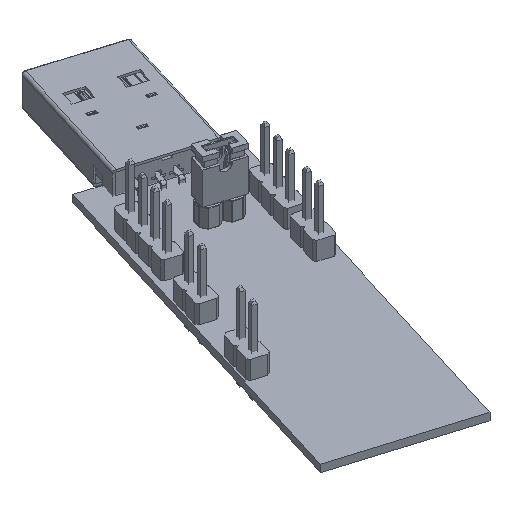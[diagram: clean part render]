
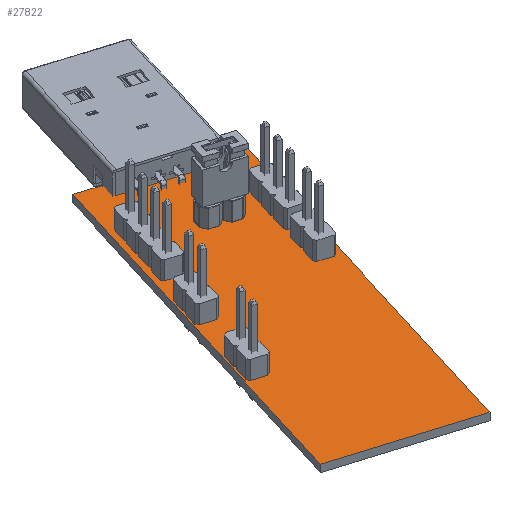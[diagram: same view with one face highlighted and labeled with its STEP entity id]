
A CAD part, isometric view. The second image highlights one B-rep face of the part: STEP entity #27822.
In plain terms, the highlighted face is planar.
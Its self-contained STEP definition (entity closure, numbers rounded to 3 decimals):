
#941=LINE('',#41270,#3502);
#944=LINE('',#41276,#3505);
#947=LINE('',#41282,#3508);
#950=LINE('',#41286,#3511);
#3502=VECTOR('',#32881,10.);
#3505=VECTOR('',#32886,10.);
#3508=VECTOR('',#32891,10.);
#3511=VECTOR('',#32896,10.);
#6065=PLANE('',#29913);
#7715=FACE_BOUND('',#9622,.T.);
#7716=FACE_BOUND('',#9623,.T.);
#7717=FACE_BOUND('',#9624,.T.);
#7718=FACE_BOUND('',#9625,.T.);
#7719=FACE_BOUND('',#9626,.T.);
#7720=FACE_BOUND('',#9627,.T.);
#7721=FACE_BOUND('',#9628,.T.);
#7722=FACE_BOUND('',#9629,.T.);
#7723=FACE_BOUND('',#9630,.T.);
#7724=FACE_BOUND('',#9631,.T.);
#7725=FACE_BOUND('',#9632,.T.);
#7726=FACE_BOUND('',#9633,.T.);
#7727=FACE_BOUND('',#9634,.T.);
#7728=FACE_BOUND('',#9635,.T.);
#7729=FACE_BOUND('',#9636,.T.);
#7812=FACE_OUTER_BOUND('',#9621,.T.);
#9621=EDGE_LOOP('',(#19096,#19097,#19098,#19099));
#9622=EDGE_LOOP('',(#19100));
#9623=EDGE_LOOP('',(#19101));
#9624=EDGE_LOOP('',(#19102));
#9625=EDGE_LOOP('',(#19103));
#9626=EDGE_LOOP('',(#19104));
#9627=EDGE_LOOP('',(#19105));
#9628=EDGE_LOOP('',(#19106));
#9629=EDGE_LOOP('',(#19107));
#9630=EDGE_LOOP('',(#19108));
#9631=EDGE_LOOP('',(#19109));
#9632=EDGE_LOOP('',(#19110));
#9633=EDGE_LOOP('',(#19111));
#9634=EDGE_LOOP('',(#19112));
#9635=EDGE_LOOP('',(#19113));
#9636=EDGE_LOOP('',(#19114));
#11475=CIRCLE('',#29866,0.4);
#11477=CIRCLE('',#29869,0.4);
#11479=CIRCLE('',#29872,0.4);
#11481=CIRCLE('',#29875,0.4);
#11483=CIRCLE('',#29878,0.4);
#11485=CIRCLE('',#29881,0.4);
#11487=CIRCLE('',#29884,0.4);
#11489=CIRCLE('',#29887,0.4);
#11491=CIRCLE('',#29890,0.4);
#11493=CIRCLE('',#29893,0.4);
#11495=CIRCLE('',#29896,0.4);
#11497=CIRCLE('',#29899,0.4);
#11499=CIRCLE('',#29902,0.4);
#11501=CIRCLE('',#29905,0.4);
#11503=CIRCLE('',#29908,0.4);
#12570=VERTEX_POINT('',#41191);
#12572=VERTEX_POINT('',#41196);
#12574=VERTEX_POINT('',#41201);
#12576=VERTEX_POINT('',#41206);
#12578=VERTEX_POINT('',#41211);
#12580=VERTEX_POINT('',#41216);
#12582=VERTEX_POINT('',#41221);
#12584=VERTEX_POINT('',#41226);
#12586=VERTEX_POINT('',#41231);
#12588=VERTEX_POINT('',#41236);
#12590=VERTEX_POINT('',#41241);
#12592=VERTEX_POINT('',#41246);
#12594=VERTEX_POINT('',#41251);
#12596=VERTEX_POINT('',#41256);
#12598=VERTEX_POINT('',#41261);
#12601=VERTEX_POINT('',#41267);
#12602=VERTEX_POINT('',#41269);
#12604=VERTEX_POINT('',#41275);
#12606=VERTEX_POINT('',#41281);
#14955=EDGE_CURVE('',#12570,#12570,#11475,.T.);
#14957=EDGE_CURVE('',#12572,#12572,#11477,.T.);
#14959=EDGE_CURVE('',#12574,#12574,#11479,.T.);
#14961=EDGE_CURVE('',#12576,#12576,#11481,.T.);
#14963=EDGE_CURVE('',#12578,#12578,#11483,.T.);
#14965=EDGE_CURVE('',#12580,#12580,#11485,.T.);
#14967=EDGE_CURVE('',#12582,#12582,#11487,.T.);
#14969=EDGE_CURVE('',#12584,#12584,#11489,.T.);
#14971=EDGE_CURVE('',#12586,#12586,#11491,.T.);
#14973=EDGE_CURVE('',#12588,#12588,#11493,.T.);
#14975=EDGE_CURVE('',#12590,#12590,#11495,.T.);
#14977=EDGE_CURVE('',#12592,#12592,#11497,.T.);
#14979=EDGE_CURVE('',#12594,#12594,#11499,.T.);
#14981=EDGE_CURVE('',#12596,#12596,#11501,.T.);
#14983=EDGE_CURVE('',#12598,#12598,#11503,.T.);
#14986=EDGE_CURVE('',#12602,#12601,#941,.T.);
#14989=EDGE_CURVE('',#12604,#12602,#944,.T.);
#14992=EDGE_CURVE('',#12606,#12604,#947,.T.);
#14995=EDGE_CURVE('',#12601,#12606,#950,.T.);
#19096=ORIENTED_EDGE('',*,*,#14995,.T.);
#19097=ORIENTED_EDGE('',*,*,#14992,.T.);
#19098=ORIENTED_EDGE('',*,*,#14989,.T.);
#19099=ORIENTED_EDGE('',*,*,#14986,.T.);
#19100=ORIENTED_EDGE('',*,*,#14955,.T.);
#19101=ORIENTED_EDGE('',*,*,#14957,.T.);
#19102=ORIENTED_EDGE('',*,*,#14959,.T.);
#19103=ORIENTED_EDGE('',*,*,#14961,.T.);
#19104=ORIENTED_EDGE('',*,*,#14963,.T.);
#19105=ORIENTED_EDGE('',*,*,#14965,.T.);
#19106=ORIENTED_EDGE('',*,*,#14967,.T.);
#19107=ORIENTED_EDGE('',*,*,#14969,.T.);
#19108=ORIENTED_EDGE('',*,*,#14971,.T.);
#19109=ORIENTED_EDGE('',*,*,#14973,.T.);
#19110=ORIENTED_EDGE('',*,*,#14975,.T.);
#19111=ORIENTED_EDGE('',*,*,#14977,.T.);
#19112=ORIENTED_EDGE('',*,*,#14979,.T.);
#19113=ORIENTED_EDGE('',*,*,#14981,.T.);
#19114=ORIENTED_EDGE('',*,*,#14983,.T.);
#27822=ADVANCED_FACE('',(#7812,#7715,#7716,#7717,#7718,#7719,#7720,#7721,
#7722,#7723,#7724,#7725,#7726,#7727,#7728,#7729),#6065,.T.);
#29866=AXIS2_PLACEMENT_3D('',#41192,#32791,#32792);
#29869=AXIS2_PLACEMENT_3D('',#41197,#32797,#32798);
#29872=AXIS2_PLACEMENT_3D('',#41202,#32803,#32804);
#29875=AXIS2_PLACEMENT_3D('',#41207,#32809,#32810);
#29878=AXIS2_PLACEMENT_3D('',#41212,#32815,#32816);
#29881=AXIS2_PLACEMENT_3D('',#41217,#32821,#32822);
#29884=AXIS2_PLACEMENT_3D('',#41222,#32827,#32828);
#29887=AXIS2_PLACEMENT_3D('',#41227,#32833,#32834);
#29890=AXIS2_PLACEMENT_3D('',#41232,#32839,#32840);
#29893=AXIS2_PLACEMENT_3D('',#41237,#32845,#32846);
#29896=AXIS2_PLACEMENT_3D('',#41242,#32851,#32852);
#29899=AXIS2_PLACEMENT_3D('',#41247,#32857,#32858);
#29902=AXIS2_PLACEMENT_3D('',#41252,#32863,#32864);
#29905=AXIS2_PLACEMENT_3D('',#41257,#32869,#32870);
#29908=AXIS2_PLACEMENT_3D('',#41262,#32875,#32876);
#29913=AXIS2_PLACEMENT_3D('',#41287,#32897,#32898);
#32791=DIRECTION('center_axis',(-1.,0.,0.));
#32792=DIRECTION('ref_axis',(0.,0.,1.));
#32797=DIRECTION('center_axis',(-1.,0.,0.));
#32798=DIRECTION('ref_axis',(0.,0.,1.));
#32803=DIRECTION('center_axis',(-1.,0.,0.));
#32804=DIRECTION('ref_axis',(0.,0.,1.));
#32809=DIRECTION('center_axis',(-1.,0.,0.));
#32810=DIRECTION('ref_axis',(0.,0.,1.));
#32815=DIRECTION('center_axis',(-1.,0.,0.));
#32816=DIRECTION('ref_axis',(0.,0.,1.));
#32821=DIRECTION('center_axis',(-1.,0.,0.));
#32822=DIRECTION('ref_axis',(0.,0.,1.));
#32827=DIRECTION('center_axis',(-1.,0.,0.));
#32828=DIRECTION('ref_axis',(0.,0.,1.));
#32833=DIRECTION('center_axis',(-1.,0.,0.));
#32834=DIRECTION('ref_axis',(0.,0.,1.));
#32839=DIRECTION('center_axis',(-1.,0.,0.));
#32840=DIRECTION('ref_axis',(0.,0.,1.));
#32845=DIRECTION('center_axis',(-1.,0.,0.));
#32846=DIRECTION('ref_axis',(0.,0.,1.));
#32851=DIRECTION('center_axis',(-1.,0.,0.));
#32852=DIRECTION('ref_axis',(0.,0.,1.));
#32857=DIRECTION('center_axis',(-1.,0.,0.));
#32858=DIRECTION('ref_axis',(0.,0.,1.));
#32863=DIRECTION('center_axis',(-1.,0.,0.));
#32864=DIRECTION('ref_axis',(0.,0.,1.));
#32869=DIRECTION('center_axis',(-1.,0.,0.));
#32870=DIRECTION('ref_axis',(0.,0.,1.));
#32875=DIRECTION('center_axis',(-1.,0.,0.));
#32876=DIRECTION('ref_axis',(0.,0.,1.));
#32881=DIRECTION('',(0.,0.,1.));
#32886=DIRECTION('',(0.,1.,0.));
#32891=DIRECTION('',(0.,0.,-1.));
#32896=DIRECTION('',(0.,-1.,0.));
#32897=DIRECTION('center_axis',(1.,0.,0.));
#32898=DIRECTION('ref_axis',(0.,0.,-1.));
#41191=CARTESIAN_POINT('',(1.,15.5,-3.15));
#41192=CARTESIAN_POINT('Origin',(1.,15.5,-2.75));
#41196=CARTESIAN_POINT('',(1.,-6.16,7.35));
#41197=CARTESIAN_POINT('Origin',(1.,-6.16,7.75));
#41201=CARTESIAN_POINT('',(1.,4.38,7.35));
#41202=CARTESIAN_POINT('Origin',(1.,4.38,7.75));
#41206=CARTESIAN_POINT('',(1.,12.42,6.85));
#41207=CARTESIAN_POINT('Origin',(1.,12.42,7.25));
#41211=CARTESIAN_POINT('',(1.,17.5,6.85));
#41212=CARTESIAN_POINT('Origin',(1.,17.5,7.25));
#41216=CARTESIAN_POINT('',(1.,8.42,-7.65));
#41217=CARTESIAN_POINT('Origin',(1.,8.42,-7.25));
#41221=CARTESIAN_POINT('',(1.,14.46,-7.65));
#41222=CARTESIAN_POINT('Origin',(1.,14.46,-7.25));
#41226=CARTESIAN_POINT('',(1.,17.,-7.65));
#41227=CARTESIAN_POINT('Origin',(1.,17.,-7.25));
#41231=CARTESIAN_POINT('',(1.,11.92,-7.65));
#41232=CARTESIAN_POINT('Origin',(1.,11.92,-7.25));
#41236=CARTESIAN_POINT('',(1.,5.88,-7.65));
#41237=CARTESIAN_POINT('Origin',(1.,5.88,-7.25));
#41241=CARTESIAN_POINT('',(1.,14.96,6.85));
#41242=CARTESIAN_POINT('Origin',(1.,14.96,7.25));
#41246=CARTESIAN_POINT('',(1.,9.88,6.85));
#41247=CARTESIAN_POINT('Origin',(1.,9.88,7.25));
#41251=CARTESIAN_POINT('',(1.,1.84,7.35));
#41252=CARTESIAN_POINT('Origin',(1.,1.84,7.75));
#41256=CARTESIAN_POINT('',(1.,-8.7,7.35));
#41257=CARTESIAN_POINT('Origin',(1.,-8.7,7.75));
#41261=CARTESIAN_POINT('',(1.,15.5,-0.61));
#41262=CARTESIAN_POINT('Origin',(1.,15.5,-0.21));
#41267=CARTESIAN_POINT('',(1.,25.5,9.25));
#41269=CARTESIAN_POINT('',(1.,25.5,-9.25));
#41270=CARTESIAN_POINT('',(1.,25.5,-9.25));
#41275=CARTESIAN_POINT('',(1.,-25.5,-9.25));
#41276=CARTESIAN_POINT('',(1.,-25.5,-9.25));
#41281=CARTESIAN_POINT('',(1.,-25.5,9.25));
#41282=CARTESIAN_POINT('',(1.,-25.5,9.25));
#41286=CARTESIAN_POINT('',(1.,25.5,9.25));
#41287=CARTESIAN_POINT('Origin',(1.,0.,0.));
